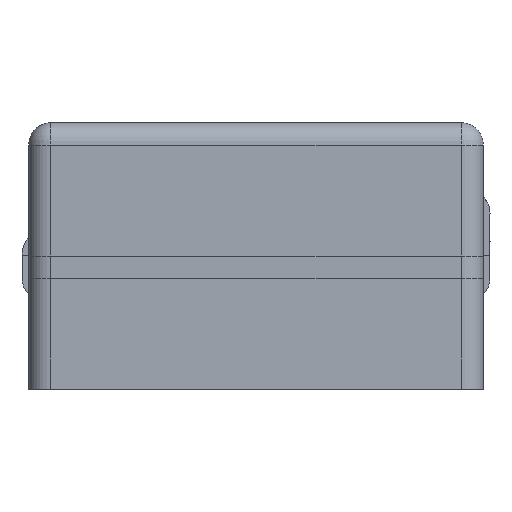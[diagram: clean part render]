
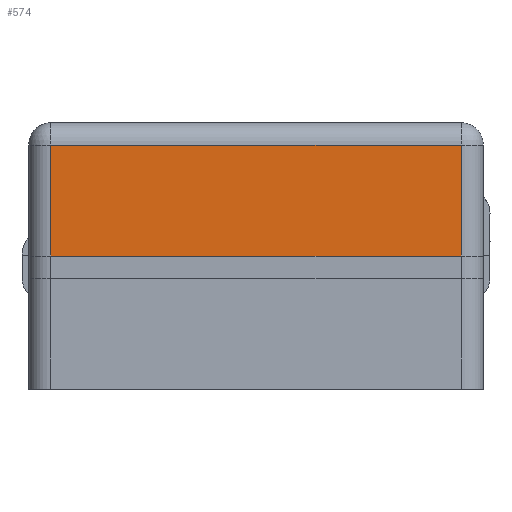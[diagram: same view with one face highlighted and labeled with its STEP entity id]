
A CAD part, front view. The second image highlights one B-rep face of the part: STEP entity #574.
In plain terms, the highlighted planar face has unit normal (0, -1, 0).
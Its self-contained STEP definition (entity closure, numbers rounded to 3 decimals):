
#574 = ADVANCED_FACE( '', ( #1184 ), #1185, .T. );
#1184 = FACE_OUTER_BOUND( '', #1847, .T. );
#1185 = PLANE( '', #1848 );
#1847 = EDGE_LOOP( '', ( #3828, #3829, #3830, #3831 ) );
#1848 = AXIS2_PLACEMENT_3D( '', #3832, #3833, #3834 );
#3828 = ORIENTED_EDGE( '', *, *, #4513, .T. );
#3829 = ORIENTED_EDGE( '', *, *, #4299, .T. );
#3830 = ORIENTED_EDGE( '', *, *, #4708, .T. );
#3831 = ORIENTED_EDGE( '', *, *, #4930, .T. );
#3832 = CARTESIAN_POINT( '', ( -5.1, -5.1, -2.99 ) );
#3833 = DIRECTION( '', ( 0., -1., 0. ) );
#3834 = DIRECTION( '', ( 1., 0., 0. ) );
#4299 = EDGE_CURVE( '', #5478, #5482, #5484, .T. );
#4513 = EDGE_CURVE( '', #5883, #5478, #5884, .T. );
#4708 = EDGE_CURVE( '', #5482, #6160, #6162, .F. );
#4930 = EDGE_CURVE( '', #6160, #5883, #6428, .F. );
#5478 = VERTEX_POINT( '', #7119 );
#5482 = VERTEX_POINT( '', #7124 );
#5484 = LINE( '', #7126, #7127 );
#5883 = VERTEX_POINT( '', #8221 );
#5884 = LINE( '', #8222, #8223 );
#6160 = VERTEX_POINT( '', #8794 );
#6162 = LINE( '', #8796, #8797 );
#6428 = LINE( '', #9356, #9357 );
#7119 = CARTESIAN_POINT( '', ( 4.6, -5.1, -2.99 ) );
#7124 = CARTESIAN_POINT( '', ( 4.6, -5.1, -0.5 ) );
#7126 = CARTESIAN_POINT( '', ( 4.6, -5.1, -2.99 ) );
#7127 = VECTOR( '', #9635, 1000. );
#8221 = CARTESIAN_POINT( '', ( -4.6, -5.1, -2.99 ) );
#8222 = CARTESIAN_POINT( '', ( -5.1, -5.1, -2.99 ) );
#8223 = VECTOR( '', #9713, 1000. );
#8794 = CARTESIAN_POINT( '', ( -4.6, -5.1, -0.5 ) );
#8796 = CARTESIAN_POINT( '', ( -5.1, -5.1, -0.5 ) );
#8797 = VECTOR( '', #9823, 1000. );
#9356 = CARTESIAN_POINT( '', ( -4.6, -5.1, -2.99 ) );
#9357 = VECTOR( '', #9928, 1000. );
#9635 = DIRECTION( '', ( 0., 0., 1. ) );
#9713 = DIRECTION( '', ( 1., 0., 0. ) );
#9823 = DIRECTION( '', ( 1., 0., 0. ) );
#9928 = DIRECTION( '', ( 0., 0., 1. ) );
